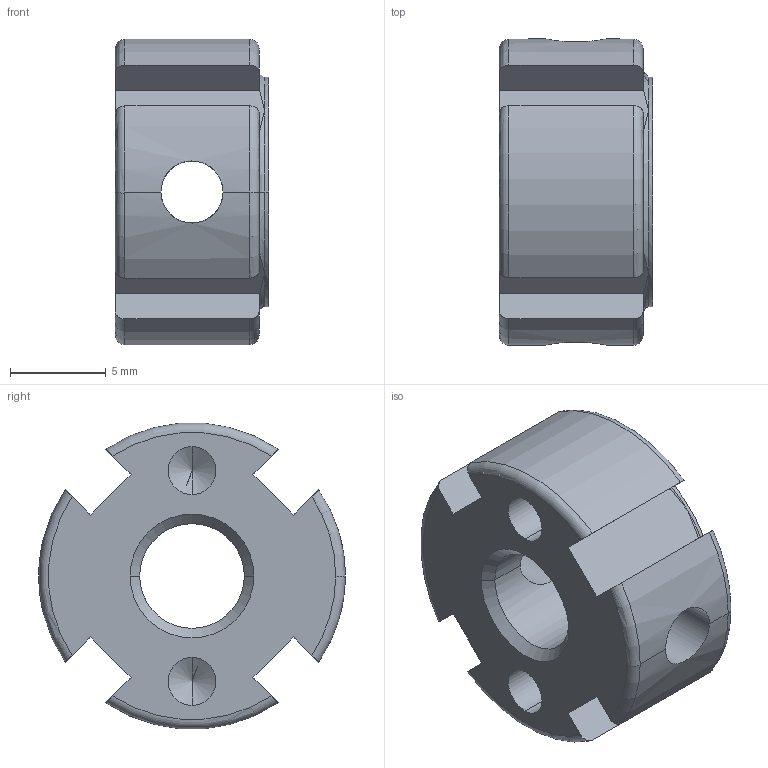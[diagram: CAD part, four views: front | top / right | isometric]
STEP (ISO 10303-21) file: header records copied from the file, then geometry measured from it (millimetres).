
FILE_DESCRIPTION (( 'STEP AP214' ), '1' );
FILE_NAME ('R344600104.stp.STEP', '2023-12-19T22:57:32', ( '' ), ( '' ), 'SwSTEP 2.0', 'SolidWorks 2023', '' );
FILE_SCHEMA (( 'AUTOMOTIVE_DESIGN' ));
Length unit declared in the file: inch
Products named in the file (1): R344600104.stp
Bounding box: 8 x 16 x 15.94 mm (x, y, z)
Volume: 1068.2 mm3; surface area: 1055.6 mm2
Topology: 1 solids, 1 shells, 58 faces, 158 edges, 97 vertices
Faces by surface type: plane 18, cylinder 17, torus 15, cone 8
Entity records: 2678 total; most frequent: CARTESIAN_POINT 1233, ORIENTED_EDGE 308, DIRECTION 286, EDGE_CURVE 154, AXIS2_PLACEMENT_3D 113, VERTEX_POINT 97, EDGE_LOOP 63, VECTOR 60
